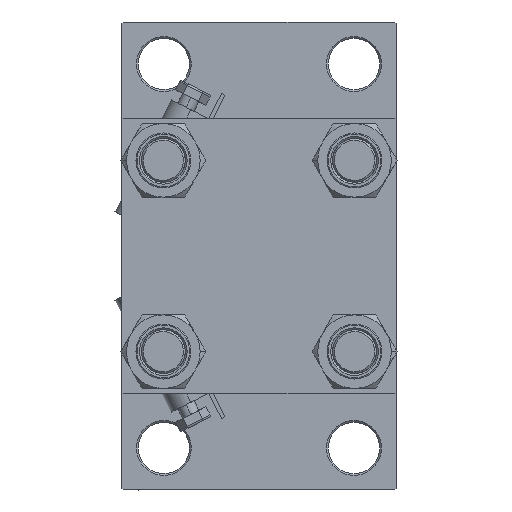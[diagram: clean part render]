
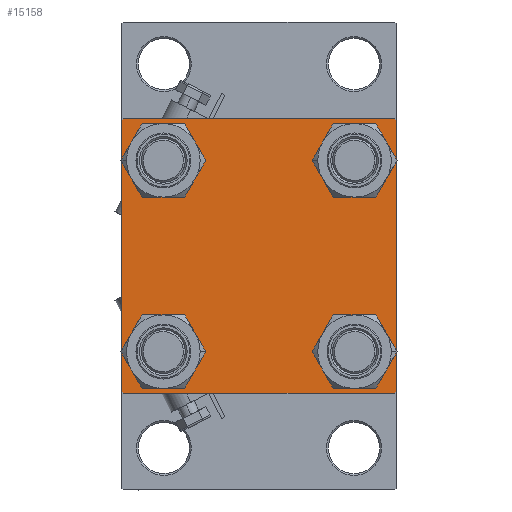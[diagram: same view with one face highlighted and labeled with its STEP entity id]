
A CAD part, left-side view. The second image highlights one B-rep face of the part: STEP entity #15158.
In plain terms, the highlighted planar face has unit normal (-1, 0, 0).
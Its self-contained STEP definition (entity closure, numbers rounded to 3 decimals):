
#51 = DIRECTION ( 'NONE',  ( 0., 0., -1. ) ) ;
#288 = CARTESIAN_POINT ( 'NONE',  ( 0., -26.15, -26.15 ) ) ;
#616 = EDGE_CURVE ( 'NONE', #41464, #2566, #7995, .T. ) ;
#671 = DIRECTION ( 'NONE',  ( 0., 0., 1. ) ) ;
#798 = LINE ( 'NONE', #38407, #17364 ) ;
#814 = CIRCLE ( 'NONE', #19356, 6.5 ) ;
#910 = DIRECTION ( 'NONE',  ( 0., 0., 1. ) ) ;
#1241 = VERTEX_POINT ( 'NONE', #43470 ) ;
#1777 = CARTESIAN_POINT ( 'NONE',  ( 0., 37.5, -37.5 ) ) ;
#1834 = DIRECTION ( 'NONE',  ( 0., -0.707, -0.707 ) ) ;
#2566 = VERTEX_POINT ( 'NONE', #47157 ) ;
#3137 = EDGE_LOOP ( 'NONE', ( #16382, #15646 ) ) ;
#3170 = DIRECTION ( 'NONE',  ( 0., 0., 1. ) ) ;
#3205 = ORIENTED_EDGE ( 'NONE', *, *, #616, .T. ) ;
#3386 = CARTESIAN_POINT ( 'NONE',  ( 0., 37.5, 37. ) ) ;
#3718 = EDGE_CURVE ( 'NONE', #25865, #44546, #7304, .T. ) ;
#3757 = CARTESIAN_POINT ( 'NONE',  ( 0., -26.15, -32.65 ) ) ;
#3961 = CARTESIAN_POINT ( 'NONE',  ( 0., 26.15, -26.15 ) ) ;
#5379 = VERTEX_POINT ( 'NONE', #3386 ) ;
#5635 = EDGE_LOOP ( 'NONE', ( #41504, #39564 ) ) ;
#5966 = EDGE_CURVE ( 'NONE', #44546, #25865, #8895, .T. ) ;
#6307 = CIRCLE ( 'NONE', #8723, 6.5 ) ;
#6690 = VERTEX_POINT ( 'NONE', #28060 ) ;
#6766 = AXIS2_PLACEMENT_3D ( 'NONE', #9924, #33634, #49047 ) ;
#6947 = ORIENTED_EDGE ( 'NONE', *, *, #29484, .T. ) ;
#7304 = CIRCLE ( 'NONE', #8932, 6.5 ) ;
#7995 = CIRCLE ( 'NONE', #47493, 6.5 ) ;
#8203 = ORIENTED_EDGE ( 'NONE', *, *, #34028, .T. ) ;
#8542 = DIRECTION ( 'NONE',  ( 0., 0., 1. ) ) ;
#8723 = AXIS2_PLACEMENT_3D ( 'NONE', #49114, #14015, #3170 ) ;
#8895 = CIRCLE ( 'NONE', #23416, 6.5 ) ;
#8932 = AXIS2_PLACEMENT_3D ( 'NONE', #12031, #30702, #46856 ) ;
#9168 = CARTESIAN_POINT ( 'NONE',  ( 0., -37., -37.5 ) ) ;
#9924 = CARTESIAN_POINT ( 'NONE',  ( 0., 26.15, 26.15 ) ) ;
#10052 = CARTESIAN_POINT ( 'NONE',  ( 0., -37., 37.5 ) ) ;
#10212 = CARTESIAN_POINT ( 'NONE',  ( 0., 37., 37.5 ) ) ;
#10318 = CARTESIAN_POINT ( 'NONE',  ( 0., -37.25, 37.25 ) ) ;
#10458 = LINE ( 'NONE', #33174, #47029 ) ;
#10806 = VECTOR ( 'NONE', #12367, 1000. ) ;
#10887 = DIRECTION ( 'NONE',  ( 0., 0., 1. ) ) ;
#11406 = ORIENTED_EDGE ( 'NONE', *, *, #21391, .F. ) ;
#12031 = CARTESIAN_POINT ( 'NONE',  ( 0., -26.15, 26.15 ) ) ;
#12367 = DIRECTION ( 'NONE',  ( 0., -1., 0. ) ) ;
#12527 = VERTEX_POINT ( 'NONE', #10052 ) ;
#12664 = FACE_BOUND ( 'NONE', #28347, .T. ) ;
#12748 = EDGE_CURVE ( 'NONE', #1241, #45049, #6307, .T. ) ;
#12881 = VERTEX_POINT ( 'NONE', #41779 ) ;
#13154 = CARTESIAN_POINT ( 'NONE',  ( 0., 0., 0. ) ) ;
#13187 = LINE ( 'NONE', #28574, #43703 ) ;
#14015 = DIRECTION ( 'NONE',  ( 1., 0., 0. ) ) ;
#14132 = EDGE_CURVE ( 'NONE', #2566, #41464, #15207, .T. ) ;
#14904 = DIRECTION ( 'NONE',  ( 0., 0., -1. ) ) ;
#14943 = EDGE_CURVE ( 'NONE', #31342, #22142, #22085, .T. ) ;
#15158 = ADVANCED_FACE ( 'NONE', ( #28056, #12664, #47253, #31838, #35628 ), #16704, .T. ) ;
#15207 = CIRCLE ( 'NONE', #15244, 6.5 ) ;
#15244 = AXIS2_PLACEMENT_3D ( 'NONE', #288, #18968, #10887 ) ;
#15571 = DIRECTION ( 'NONE',  ( 1., 0., 0. ) ) ;
#15646 = ORIENTED_EDGE ( 'NONE', *, *, #3718, .T. ) ;
#16382 = ORIENTED_EDGE ( 'NONE', *, *, #5966, .T. ) ;
#16704 = PLANE ( 'NONE',  #43057 ) ;
#17364 = VECTOR ( 'NONE', #51, 1000. ) ;
#18191 = VERTEX_POINT ( 'NONE', #10212 ) ;
#18300 = DIRECTION ( 'NONE',  ( 0., -0.707, 0.707 ) ) ;
#18337 = ORIENTED_EDGE ( 'NONE', *, *, #49359, .T. ) ;
#18968 = DIRECTION ( 'NONE',  ( 1., 0., 0. ) ) ;
#19356 = AXIS2_PLACEMENT_3D ( 'NONE', #3961, #15571, #671 ) ;
#19845 = DIRECTION ( 'NONE',  ( 1., 0., 0. ) ) ;
#20184 = LINE ( 'NONE', #20432, #10806 ) ;
#20432 = CARTESIAN_POINT ( 'NONE',  ( 0., 37.5, 37.5 ) ) ;
#20886 = CARTESIAN_POINT ( 'NONE',  ( 0., -26.15, 19.65 ) ) ;
#21391 = EDGE_CURVE ( 'NONE', #25065, #6690, #798, .T. ) ;
#21774 = VERTEX_POINT ( 'NONE', #27229 ) ;
#22085 = CIRCLE ( 'NONE', #6766, 6.5 ) ;
#22142 = VERTEX_POINT ( 'NONE', #26919 ) ;
#22191 = DIRECTION ( 'NONE',  ( 0., 0.707, 0.707 ) ) ;
#22778 = VECTOR ( 'NONE', #33052, 1000. ) ;
#23416 = AXIS2_PLACEMENT_3D ( 'NONE', #45916, #25486, #37078 ) ;
#23632 = CARTESIAN_POINT ( 'NONE',  ( 0., 26.15, 26.15 ) ) ;
#24475 = LINE ( 'NONE', #39132, #45067 ) ;
#25035 = CARTESIAN_POINT ( 'NONE',  ( 0., 26.15, -19.65 ) ) ;
#25065 = VERTEX_POINT ( 'NONE', #47903 ) ;
#25483 = LINE ( 'NONE', #1777, #22778 ) ;
#25486 = DIRECTION ( 'NONE',  ( 1., 0., 0. ) ) ;
#25865 = VERTEX_POINT ( 'NONE', #20886 ) ;
#26919 = CARTESIAN_POINT ( 'NONE',  ( 0., 26.15, 19.65 ) ) ;
#27229 = CARTESIAN_POINT ( 'NONE',  ( 0., 37.5, -37. ) ) ;
#27769 = DIRECTION ( 'NONE',  ( 0., 0.707, -0.707 ) ) ;
#27962 = CARTESIAN_POINT ( 'NONE',  ( 0., -26.15, -26.15 ) ) ;
#28056 = FACE_BOUND ( 'NONE', #3137, .T. ) ;
#28060 = CARTESIAN_POINT ( 'NONE',  ( 0., -37.5, -37. ) ) ;
#28347 = EDGE_LOOP ( 'NONE', ( #30706, #3205 ) ) ;
#28574 = CARTESIAN_POINT ( 'NONE',  ( 0., 37.25, -37.25 ) ) ;
#29387 = ORIENTED_EDGE ( 'NONE', *, *, #33882, .T. ) ;
#29484 = EDGE_CURVE ( 'NONE', #21774, #12881, #13187, .T. ) ;
#29542 = CARTESIAN_POINT ( 'NONE',  ( 0., 37.5, 37.5 ) ) ;
#29742 = LINE ( 'NONE', #10318, #42668 ) ;
#29839 = EDGE_CURVE ( 'NONE', #12881, #43130, #25483, .T. ) ;
#30702 = DIRECTION ( 'NONE',  ( 1., 0., 0. ) ) ;
#30706 = ORIENTED_EDGE ( 'NONE', *, *, #14132, .T. ) ;
#31019 = VECTOR ( 'NONE', #14904, 1000. ) ;
#31114 = ORIENTED_EDGE ( 'NONE', *, *, #46077, .T. ) ;
#31342 = VERTEX_POINT ( 'NONE', #38284 ) ;
#31838 = FACE_BOUND ( 'NONE', #44185, .T. ) ;
#33052 = DIRECTION ( 'NONE',  ( 0., -1., 0. ) ) ;
#33174 = CARTESIAN_POINT ( 'NONE',  ( 0., -37.25, -37.25 ) ) ;
#33634 = DIRECTION ( 'NONE',  ( 1., 0., 0. ) ) ;
#33882 = EDGE_CURVE ( 'NONE', #18191, #5379, #24475, .T. ) ;
#34028 = EDGE_CURVE ( 'NONE', #25065, #12527, #29742, .T. ) ;
#35628 = FACE_OUTER_BOUND ( 'NONE', #37478, .T. ) ;
#35797 = EDGE_CURVE ( 'NONE', #45049, #1241, #814, .T. ) ;
#36118 = DIRECTION ( 'NONE',  ( -1., 0., 0. ) ) ;
#37078 = DIRECTION ( 'NONE',  ( 0., 0., 1. ) ) ;
#37478 = EDGE_LOOP ( 'NONE', ( #18337, #6947, #44817, #31114, #11406, #8203, #37951, #29387 ) ) ;
#37951 = ORIENTED_EDGE ( 'NONE', *, *, #47004, .F. ) ;
#38284 = CARTESIAN_POINT ( 'NONE',  ( 0., 26.15, 32.65 ) ) ;
#38407 = CARTESIAN_POINT ( 'NONE',  ( 0., -37.5, 37.5 ) ) ;
#39132 = CARTESIAN_POINT ( 'NONE',  ( 0., 37.25, 37.25 ) ) ;
#39564 = ORIENTED_EDGE ( 'NONE', *, *, #12748, .T. ) ;
#39956 = ORIENTED_EDGE ( 'NONE', *, *, #45752, .T. ) ;
#40310 = DIRECTION ( 'NONE',  ( 1., 0., 0. ) ) ;
#40571 = AXIS2_PLACEMENT_3D ( 'NONE', #23632, #19845, #910 ) ;
#41464 = VERTEX_POINT ( 'NONE', #3757 ) ;
#41504 = ORIENTED_EDGE ( 'NONE', *, *, #35797, .T. ) ;
#41779 = CARTESIAN_POINT ( 'NONE',  ( 0., 37., -37.5 ) ) ;
#42364 = CARTESIAN_POINT ( 'NONE',  ( 0., -26.15, 32.65 ) ) ;
#42668 = VECTOR ( 'NONE', #22191, 1000. ) ;
#43057 = AXIS2_PLACEMENT_3D ( 'NONE', #13154, #36118, #43953 ) ;
#43079 = ORIENTED_EDGE ( 'NONE', *, *, #14943, .T. ) ;
#43130 = VERTEX_POINT ( 'NONE', #9168 ) ;
#43470 = CARTESIAN_POINT ( 'NONE',  ( 0., 26.15, -32.65 ) ) ;
#43703 = VECTOR ( 'NONE', #1834, 1000. ) ;
#43953 = DIRECTION ( 'NONE',  ( 0., 0., 1. ) ) ;
#44185 = EDGE_LOOP ( 'NONE', ( #43079, #39956 ) ) ;
#44546 = VERTEX_POINT ( 'NONE', #42364 ) ;
#44817 = ORIENTED_EDGE ( 'NONE', *, *, #29839, .T. ) ;
#45049 = VERTEX_POINT ( 'NONE', #25035 ) ;
#45067 = VECTOR ( 'NONE', #27769, 1000. ) ;
#45752 = EDGE_CURVE ( 'NONE', #22142, #31342, #48646, .T. ) ;
#45916 = CARTESIAN_POINT ( 'NONE',  ( 0., -26.15, 26.15 ) ) ;
#46077 = EDGE_CURVE ( 'NONE', #43130, #6690, #10458, .T. ) ;
#46856 = DIRECTION ( 'NONE',  ( 0., 0., 1. ) ) ;
#47004 = EDGE_CURVE ( 'NONE', #18191, #12527, #20184, .T. ) ;
#47029 = VECTOR ( 'NONE', #18300, 1000. ) ;
#47157 = CARTESIAN_POINT ( 'NONE',  ( 0., -26.15, -19.65 ) ) ;
#47253 = FACE_BOUND ( 'NONE', #5635, .T. ) ;
#47493 = AXIS2_PLACEMENT_3D ( 'NONE', #27962, #40310, #8542 ) ;
#47903 = CARTESIAN_POINT ( 'NONE',  ( 0., -37.5, 37. ) ) ;
#48646 = CIRCLE ( 'NONE', #40571, 6.5 ) ;
#48743 = LINE ( 'NONE', #29542, #31019 ) ;
#49047 = DIRECTION ( 'NONE',  ( 0., 0., 1. ) ) ;
#49114 = CARTESIAN_POINT ( 'NONE',  ( 0., 26.15, -26.15 ) ) ;
#49359 = EDGE_CURVE ( 'NONE', #5379, #21774, #48743, .T. ) ;
